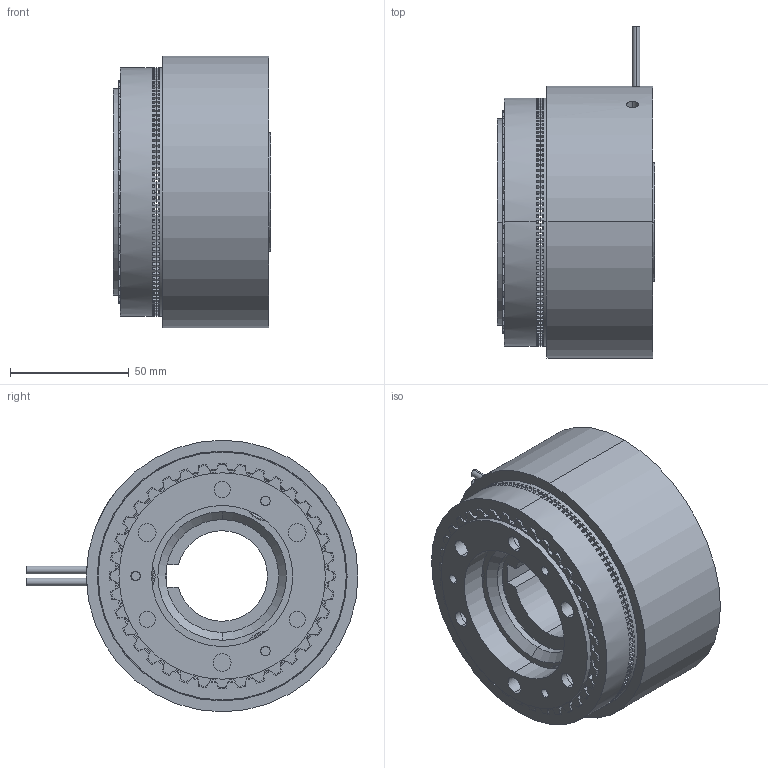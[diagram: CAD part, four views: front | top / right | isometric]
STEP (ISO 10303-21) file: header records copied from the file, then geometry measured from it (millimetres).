
FILE_DESCRIPTION (( 'STEP AP203' ), '1' );
FILE_NAME ('450_SFTC-WebAssy.STEP', '2017-02-21T19:28:41', ( 'Delete' ), ( 'Hewlett-Packard Company' ), 'SwSTEP 2.0', 'SolidWorks 2017', '' );
FILE_SCHEMA (( 'CONFIG_CONTROL_DESIGN' ));
Length unit declared in the file: inch
Products named in the file (1): 450_SFTC-WebAssy
Bounding box: 66.27 x 139.7 x 114.3 mm (x, y, z)
Volume: 479734.6 mm3; surface area: 127708.9 mm2
Topology: 16 solids, 16 shells, 1963 faces, 5593 edges, 3676 vertices
Faces by surface type: plane 884, cylinder 763, cone 282, torus 22, sphere 6, bspline 6
Entity records: 72373 total; most frequent: CARTESIAN_POINT 19099, DIRECTION 11820, ORIENTED_EDGE 11170, EDGE_CURVE 5585, AXIS2_PLACEMENT_3D 4459, VERTEX_POINT 3676, VECTOR 2902, LINE 2902
